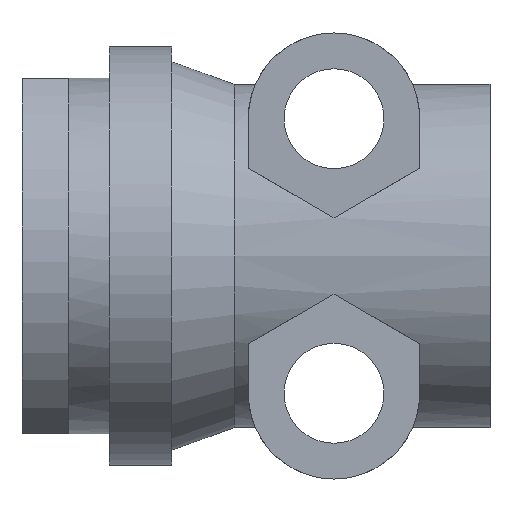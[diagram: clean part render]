
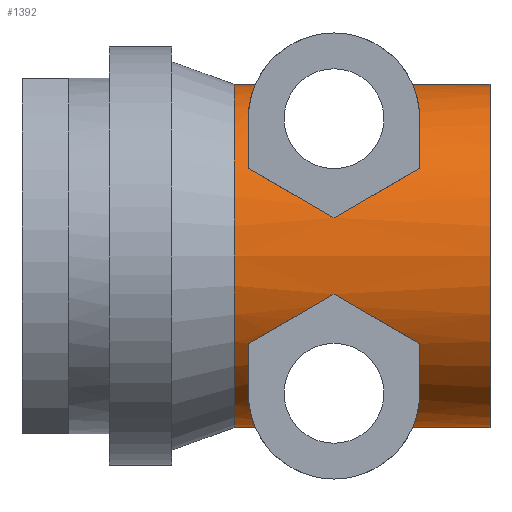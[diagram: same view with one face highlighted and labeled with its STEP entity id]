
A CAD part, left-side view. The second image highlights one B-rep face of the part: STEP entity #1392.
In plain terms, the highlighted cylindrical face has radius 5.5 mm (diameter 11 mm), a partial arc.
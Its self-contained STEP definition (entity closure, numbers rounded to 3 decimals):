
#84=B_SPLINE_CURVE_WITH_KNOTS('',3,(#2162,#2163,#2164,#2165,#2166,#2167),
 .UNSPECIFIED.,.F.,.F.,(4,2,4),(2.432,2.623,2.737),
 .UNSPECIFIED.);
#85=B_SPLINE_CURVE_WITH_KNOTS('',3,(#2175,#2176,#2177,#2178,#2179,#2180),
 .UNSPECIFIED.,.F.,.F.,(4,2,4),(0.,0.196,0.305),
 .UNSPECIFIED.);
#86=B_SPLINE_CURVE_WITH_KNOTS('',3,(#2185,#2186,#2187,#2188,#2189,#2190),
 .UNSPECIFIED.,.F.,.F.,(4,2,4),(1.315,1.425,1.62),
 .UNSPECIFIED.);
#87=B_SPLINE_CURVE_WITH_KNOTS('',3,(#2197,#2198,#2199,#2200,#2201,#2202),
 .UNSPECIFIED.,.F.,.F.,(4,2,4),(0.506,0.62,0.811),
 .UNSPECIFIED.);
#94=ELLIPSE('',#1493,11.,5.5);
#95=ELLIPSE('',#1495,11.,5.5);
#96=ELLIPSE('',#1501,11.,5.5);
#97=ELLIPSE('',#1503,11.,5.5);
#177=FACE_OUTER_BOUND('',#254,.T.);
#254=EDGE_LOOP('',(#1023,#1024,#1025,#1026,#1027,#1028,#1029,#1030,#1031,
#1032,#1033,#1034,#1035,#1036,#1037,#1038,#1039,#1040,#1041,#1042,#1043,
#1044));
#360=LINE('',#2158,#483);
#361=LINE('',#2160,#484);
#362=LINE('',#2169,#485);
#363=LINE('',#2173,#486);
#364=LINE('',#2181,#487);
#365=LINE('',#2183,#488);
#366=LINE('',#2192,#489);
#367=LINE('',#2196,#490);
#483=VECTOR('',#1727,10.);
#484=VECTOR('',#1728,10.);
#485=VECTOR('',#1729,10.);
#486=VECTOR('',#1732,10.);
#487=VECTOR('',#1733,10.);
#488=VECTOR('',#1734,10.);
#489=VECTOR('',#1735,10.);
#490=VECTOR('',#1738,10.);
#578=CIRCLE('',#1491,5.5);
#579=CIRCLE('',#1497,5.5);
#580=CIRCLE('',#1499,5.5);
#581=CIRCLE('',#1505,5.5);
#582=CIRCLE('',#1507,5.5);
#583=CIRCLE('',#1508,5.5);
#650=VERTEX_POINT('',#2111);
#651=VERTEX_POINT('',#2112);
#653=VERTEX_POINT('',#2118);
#656=VERTEX_POINT('',#2126);
#657=VERTEX_POINT('',#2130);
#658=VERTEX_POINT('',#2134);
#659=VERTEX_POINT('',#2135);
#661=VERTEX_POINT('',#2141);
#664=VERTEX_POINT('',#2149);
#665=VERTEX_POINT('',#2153);
#666=VERTEX_POINT('',#2157);
#667=VERTEX_POINT('',#2159);
#668=VERTEX_POINT('',#2161);
#669=VERTEX_POINT('',#2168);
#670=VERTEX_POINT('',#2170);
#671=VERTEX_POINT('',#2172);
#672=VERTEX_POINT('',#2174);
#673=VERTEX_POINT('',#2182);
#674=VERTEX_POINT('',#2184);
#675=VERTEX_POINT('',#2191);
#676=VERTEX_POINT('',#2193);
#677=VERTEX_POINT('',#2195);
#784=EDGE_CURVE('',#650,#651,#578,.T.);
#787=EDGE_CURVE('',#651,#653,#94,.T.);
#792=EDGE_CURVE('',#653,#656,#95,.T.);
#793=EDGE_CURVE('',#656,#657,#579,.T.);
#795=EDGE_CURVE('',#658,#659,#580,.T.);
#798=EDGE_CURVE('',#659,#661,#96,.T.);
#803=EDGE_CURVE('',#661,#664,#97,.T.);
#804=EDGE_CURVE('',#664,#665,#581,.T.);
#806=EDGE_CURVE('',#666,#650,#360,.T.);
#807=EDGE_CURVE('',#657,#667,#361,.T.);
#808=EDGE_CURVE('',#668,#667,#84,.T.);
#809=EDGE_CURVE('',#669,#668,#362,.T.);
#810=EDGE_CURVE('',#670,#669,#582,.T.);
#811=EDGE_CURVE('',#671,#670,#363,.T.);
#812=EDGE_CURVE('',#671,#672,#85,.T.);
#813=EDGE_CURVE('',#672,#658,#364,.T.);
#814=EDGE_CURVE('',#665,#673,#365,.T.);
#815=EDGE_CURVE('',#673,#674,#86,.T.);
#816=EDGE_CURVE('',#675,#674,#366,.T.);
#817=EDGE_CURVE('',#675,#676,#583,.T.);
#818=EDGE_CURVE('',#677,#676,#367,.T.);
#819=EDGE_CURVE('',#666,#677,#87,.T.);
#1023=ORIENTED_EDGE('',*,*,#806,.T.);
#1024=ORIENTED_EDGE('',*,*,#784,.T.);
#1025=ORIENTED_EDGE('',*,*,#787,.T.);
#1026=ORIENTED_EDGE('',*,*,#792,.T.);
#1027=ORIENTED_EDGE('',*,*,#793,.T.);
#1028=ORIENTED_EDGE('',*,*,#807,.T.);
#1029=ORIENTED_EDGE('',*,*,#808,.F.);
#1030=ORIENTED_EDGE('',*,*,#809,.F.);
#1031=ORIENTED_EDGE('',*,*,#810,.F.);
#1032=ORIENTED_EDGE('',*,*,#811,.F.);
#1033=ORIENTED_EDGE('',*,*,#812,.T.);
#1034=ORIENTED_EDGE('',*,*,#813,.T.);
#1035=ORIENTED_EDGE('',*,*,#795,.T.);
#1036=ORIENTED_EDGE('',*,*,#798,.T.);
#1037=ORIENTED_EDGE('',*,*,#803,.T.);
#1038=ORIENTED_EDGE('',*,*,#804,.T.);
#1039=ORIENTED_EDGE('',*,*,#814,.T.);
#1040=ORIENTED_EDGE('',*,*,#815,.T.);
#1041=ORIENTED_EDGE('',*,*,#816,.F.);
#1042=ORIENTED_EDGE('',*,*,#817,.T.);
#1043=ORIENTED_EDGE('',*,*,#818,.F.);
#1044=ORIENTED_EDGE('',*,*,#819,.F.);
#1356=CYLINDRICAL_SURFACE('',#1506,5.5);
#1392=ADVANCED_FACE('',(#177),#1356,.T.);
#1491=AXIS2_PLACEMENT_3D('',#2113,#1681,#1682);
#1493=AXIS2_PLACEMENT_3D('',#2119,#1687,#1688);
#1495=AXIS2_PLACEMENT_3D('',#2128,#1695,#1696);
#1497=AXIS2_PLACEMENT_3D('',#2131,#1699,#1700);
#1499=AXIS2_PLACEMENT_3D('',#2136,#1704,#1705);
#1501=AXIS2_PLACEMENT_3D('',#2142,#1710,#1711);
#1503=AXIS2_PLACEMENT_3D('',#2151,#1718,#1719);
#1505=AXIS2_PLACEMENT_3D('',#2154,#1722,#1723);
#1506=AXIS2_PLACEMENT_3D('',#2156,#1725,#1726);
#1507=AXIS2_PLACEMENT_3D('',#2171,#1730,#1731);
#1508=AXIS2_PLACEMENT_3D('',#2194,#1736,#1737);
#1681=DIRECTION('center_axis',(0.,-1.,0.));
#1682=DIRECTION('ref_axis',(0.,0.,1.));
#1687=DIRECTION('center_axis',(0.,-0.5,-0.866));
#1688=DIRECTION('ref_axis',(0.,-0.866,0.5));
#1695=DIRECTION('center_axis',(0.,0.5,-0.866));
#1696=DIRECTION('ref_axis',(0.,0.866,0.5));
#1699=DIRECTION('center_axis',(0.,1.,0.));
#1700=DIRECTION('ref_axis',(0.,0.,1.));
#1704=DIRECTION('center_axis',(0.,1.,0.));
#1705=DIRECTION('ref_axis',(0.,0.,1.));
#1710=DIRECTION('center_axis',(0.,0.5,0.866));
#1711=DIRECTION('ref_axis',(0.,-0.866,0.5));
#1718=DIRECTION('center_axis',(0.,-0.5,0.866));
#1719=DIRECTION('ref_axis',(0.,0.866,0.5));
#1722=DIRECTION('center_axis',(0.,-1.,0.));
#1723=DIRECTION('ref_axis',(0.,0.,1.));
#1725=DIRECTION('center_axis',(0.,1.,0.));
#1726=DIRECTION('ref_axis',(0.,0.,1.));
#1727=DIRECTION('',(0.,-1.,0.));
#1728=DIRECTION('',(0.,-1.,0.));
#1729=DIRECTION('',(0.,-1.,0.));
#1730=DIRECTION('center_axis',(0.,1.,0.));
#1731=DIRECTION('ref_axis',(1.,0.,0.));
#1732=DIRECTION('',(0.,1.,0.));
#1733=DIRECTION('',(0.,1.,0.));
#1734=DIRECTION('',(0.,1.,0.));
#1735=DIRECTION('',(0.,1.,0.));
#1736=DIRECTION('center_axis',(0.,1.,0.));
#1737=DIRECTION('ref_axis',(1.,0.,0.));
#1738=DIRECTION('',(0.,-1.,0.));
#2111=CARTESIAN_POINT('',(-3.,-12.75,4.61));
#2112=CARTESIAN_POINT('',(-4.727,-12.75,2.812));
#2113=CARTESIAN_POINT('Origin',(0.,-12.75,0.));
#2118=CARTESIAN_POINT('',(-5.362,-10.,1.225));
#2119=CARTESIAN_POINT('Origin',(0.,-7.879,0.));
#2126=CARTESIAN_POINT('',(-4.727,-7.25,2.812));
#2128=CARTESIAN_POINT('Origin',(0.,-12.121,0.));
#2130=CARTESIAN_POINT('',(-3.,-7.25,4.61));
#2131=CARTESIAN_POINT('Origin',(0.,-7.25,0.));
#2134=CARTESIAN_POINT('',(-3.,-7.25,-4.61));
#2135=CARTESIAN_POINT('',(-4.727,-7.25,-2.812));
#2136=CARTESIAN_POINT('Origin',(0.,-7.25,0.));
#2141=CARTESIAN_POINT('',(-5.362,-10.,-1.225));
#2142=CARTESIAN_POINT('Origin',(0.,-12.121,0.));
#2149=CARTESIAN_POINT('',(-4.727,-12.75,-2.812));
#2151=CARTESIAN_POINT('Origin',(0.,-7.879,0.));
#2153=CARTESIAN_POINT('',(-3.,-12.75,-4.61));
#2154=CARTESIAN_POINT('Origin',(0.,-12.75,0.));
#2156=CARTESIAN_POINT('Origin',(0.,-10.9,0.));
#2157=CARTESIAN_POINT('',(-3.,-12.742,4.61));
#2158=CARTESIAN_POINT('',(-3.,-10.9,4.61));
#2159=CARTESIAN_POINT('',(-3.,-7.258,4.61));
#2160=CARTESIAN_POINT('',(-3.,-10.9,4.61));
#2161=CARTESIAN_POINT('',(0.,-7.48,5.5));
#2162=CARTESIAN_POINT('Ctrl Pts',(0.,-7.48,
5.5));
#2163=CARTESIAN_POINT('Ctrl Pts',(-0.636,-7.48,5.5));
#2164=CARTESIAN_POINT('Ctrl Pts',(-1.312,-7.42,5.383));
#2165=CARTESIAN_POINT('Ctrl Pts',(-2.314,-7.313,5.005));
#2166=CARTESIAN_POINT('Ctrl Pts',(-2.672,-7.274,4.823));
#2167=CARTESIAN_POINT('Ctrl Pts',(-3.,-7.258,4.61));
#2168=CARTESIAN_POINT('',(0.,-6.8,5.5));
#2169=CARTESIAN_POINT('',(0.,-10.9,5.5));
#2170=CARTESIAN_POINT('',(0.,-6.8,-5.5));
#2171=CARTESIAN_POINT('Origin',(0.,-6.8,0.));
#2172=CARTESIAN_POINT('',(0.,-7.48,-5.5));
#2173=CARTESIAN_POINT('',(0.,-10.9,-5.5));
#2174=CARTESIAN_POINT('',(-3.,-7.258,-4.61));
#2175=CARTESIAN_POINT('Ctrl Pts',(0.,-7.48,
-5.5));
#2176=CARTESIAN_POINT('Ctrl Pts',(-0.652,-7.48,
-5.5));
#2177=CARTESIAN_POINT('Ctrl Pts',(-1.343,-7.417,-5.378));
#2178=CARTESIAN_POINT('Ctrl Pts',(-2.341,-7.311,-4.992));
#2179=CARTESIAN_POINT('Ctrl Pts',(-2.684,-7.274,-4.816));
#2180=CARTESIAN_POINT('Ctrl Pts',(-3.,-7.258,-4.61));
#2181=CARTESIAN_POINT('',(-3.,-10.9,-4.61));
#2182=CARTESIAN_POINT('',(-3.,-12.742,-4.61));
#2183=CARTESIAN_POINT('',(-3.,-10.9,-4.61));
#2184=CARTESIAN_POINT('',(0.,-12.52,-5.5));
#2185=CARTESIAN_POINT('Ctrl Pts',(-3.,-12.742,-4.61));
#2186=CARTESIAN_POINT('Ctrl Pts',(-2.684,-12.726,-4.816));
#2187=CARTESIAN_POINT('Ctrl Pts',(-2.341,-12.689,-4.992));
#2188=CARTESIAN_POINT('Ctrl Pts',(-1.343,-12.583,-5.378));
#2189=CARTESIAN_POINT('Ctrl Pts',(-0.652,-12.52,
-5.5));
#2190=CARTESIAN_POINT('Ctrl Pts',(0.,-12.52,
-5.5));
#2191=CARTESIAN_POINT('',(0.,-15.,-5.5));
#2192=CARTESIAN_POINT('',(0.,-10.9,-5.5));
#2193=CARTESIAN_POINT('',(0.,-15.,5.5));
#2194=CARTESIAN_POINT('Origin',(0.,-15.,0.));
#2195=CARTESIAN_POINT('',(0.,-12.52,5.5));
#2196=CARTESIAN_POINT('',(0.,-10.9,5.5));
#2197=CARTESIAN_POINT('Ctrl Pts',(-3.,-12.742,4.61));
#2198=CARTESIAN_POINT('Ctrl Pts',(-2.672,-12.726,4.823));
#2199=CARTESIAN_POINT('Ctrl Pts',(-2.314,-12.687,5.005));
#2200=CARTESIAN_POINT('Ctrl Pts',(-1.312,-12.58,5.383));
#2201=CARTESIAN_POINT('Ctrl Pts',(-0.636,-12.52,
5.5));
#2202=CARTESIAN_POINT('Ctrl Pts',(0.,-12.52,
5.5));
